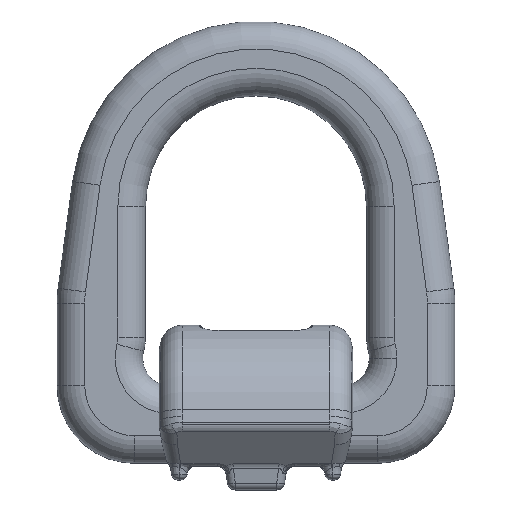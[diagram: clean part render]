
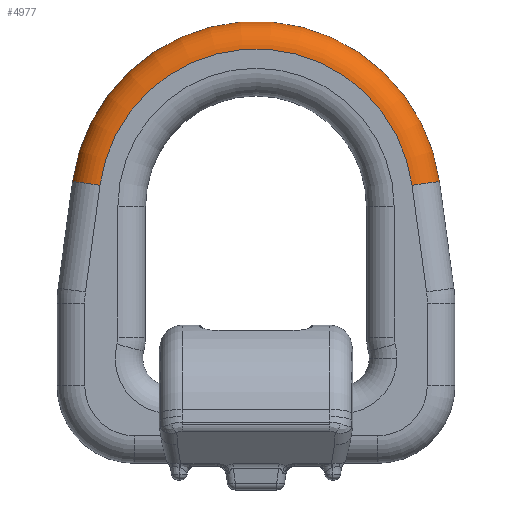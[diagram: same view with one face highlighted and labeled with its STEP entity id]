
A CAD part, top view. The second image highlights one B-rep face of the part: STEP entity #4977.
In plain terms, the highlighted toroidal (fillet/blend) face has major radius 28.5 mm and minor radius 5 mm.
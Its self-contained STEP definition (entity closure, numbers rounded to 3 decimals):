
#93 = CARTESIAN_POINT ( 'NONE',  ( -28.241, 3.835, 2.25 ) ) ;
#128 = DIRECTION ( 'NONE',  ( -0.135, 0.991, 0. ) ) ;
#927 = EDGE_CURVE ( 'NONE', #1063, #10342, #1865, .T. ) ;
#1063 = VERTEX_POINT ( 'NONE', #6989 ) ;
#1281 = CARTESIAN_POINT ( 'NONE',  ( 0., 0., 7.25 ) ) ;
#1597 = FACE_OUTER_BOUND ( 'NONE', #6393, .T. ) ;
#1865 = CIRCLE ( 'NONE', #7220, 28.5 ) ;
#2213 = CIRCLE ( 'NONE', #13176, 5. ) ;
#2238 = DIRECTION ( 'NONE',  ( -0.991, 0.135, 0. ) ) ;
#2441 = ORIENTED_EDGE ( 'NONE', *, *, #927, .F. ) ;
#2709 = AXIS2_PLACEMENT_3D ( 'NONE', #11675, #11610, #8641 ) ;
#3216 = DIRECTION ( 'NONE',  ( -0.991, -0.135, 0. ) ) ;
#3362 = DIRECTION ( 'NONE',  ( 1., 0., 0. ) ) ;
#4360 = TOROIDAL_SURFACE ( 'NONE', #8019, 28.5, 5. ) ;
#4455 = ORIENTED_EDGE ( 'NONE', *, *, #8049, .T. ) ;
#4486 = EDGE_CURVE ( 'NONE', #9858, #10342, #2213, .T. ) ;
#4977 = ADVANCED_FACE ( 'NONE', ( #1597 ), #4360, .T. ) ;
#5223 = CARTESIAN_POINT ( 'NONE',  ( 28.241, 3.835, 2.25 ) ) ;
#5549 = DIRECTION ( 'NONE',  ( 0., 0., 1. ) ) ;
#6100 = ORIENTED_EDGE ( 'NONE', *, *, #12420, .F. ) ;
#6393 = EDGE_LOOP ( 'NONE', ( #4455, #6100, #8689, #2441 ) ) ;
#6772 = CARTESIAN_POINT ( 'NONE',  ( -33.195, 4.507, 2.25 ) ) ;
#6989 = CARTESIAN_POINT ( 'NONE',  ( 28.241, 3.835, 7.25 ) ) ;
#7220 = AXIS2_PLACEMENT_3D ( 'NONE', #1281, #12588, #3362 ) ;
#7532 = AXIS2_PLACEMENT_3D ( 'NONE', #5223, #128, #3216 ) ;
#7904 = CARTESIAN_POINT ( 'NONE',  ( -28.241, 3.835, 7.25 ) ) ;
#8019 = AXIS2_PLACEMENT_3D ( 'NONE', #11693, #5549, #10603 ) ;
#8049 = EDGE_CURVE ( 'NONE', #1063, #10400, #9891, .T. ) ;
#8641 = DIRECTION ( 'NONE',  ( 1., 0., 0. ) ) ;
#8689 = ORIENTED_EDGE ( 'NONE', *, *, #4486, .T. ) ;
#9172 = DIRECTION ( 'NONE',  ( 0.135, 0.991, 0. ) ) ;
#9858 = VERTEX_POINT ( 'NONE', #6772 ) ;
#9891 = CIRCLE ( 'NONE', #7532, 5. ) ;
#10342 = VERTEX_POINT ( 'NONE', #7904 ) ;
#10400 = VERTEX_POINT ( 'NONE', #13221 ) ;
#10603 = DIRECTION ( 'NONE',  ( 1., 0., 0. ) ) ;
#11305 = CIRCLE ( 'NONE', #2709, 33.5 ) ;
#11610 = DIRECTION ( 'NONE',  ( 0., 0., -1. ) ) ;
#11675 = CARTESIAN_POINT ( 'NONE',  ( 0., 0., 2.25 ) ) ;
#11693 = CARTESIAN_POINT ( 'NONE',  ( 0., 0., 2.25 ) ) ;
#12420 = EDGE_CURVE ( 'NONE', #9858, #10400, #11305, .T. ) ;
#12588 = DIRECTION ( 'NONE',  ( 0., 0., 1. ) ) ;
#13176 = AXIS2_PLACEMENT_3D ( 'NONE', #93, #9172, #2238 ) ;
#13221 = CARTESIAN_POINT ( 'NONE',  ( 33.195, 4.507, 2.25 ) ) ;
